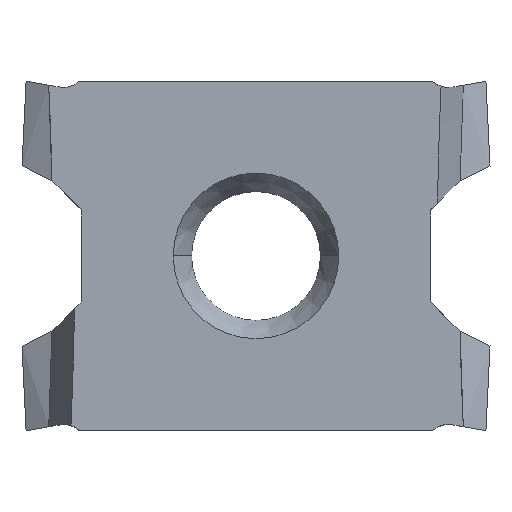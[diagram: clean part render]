
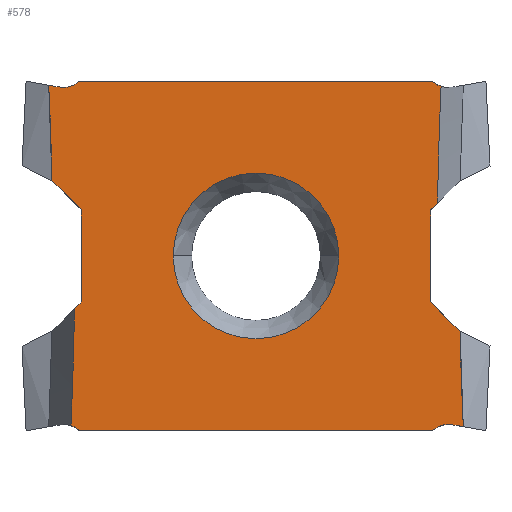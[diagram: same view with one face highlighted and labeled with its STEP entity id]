
A CAD part, top view. The second image highlights one B-rep face of the part: STEP entity #578.
In plain terms, the highlighted planar face has unit normal (0, 0, 1).
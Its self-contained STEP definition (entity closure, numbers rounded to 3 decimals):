
#108=CARTESIAN_POINT('',(-4.75,1.25,1.2));
#109=VERTEX_POINT('',#108);
#110=CARTESIAN_POINT('',(-4.75,-1.25,1.2));
#111=VERTEX_POINT('',#110);
#112=CARTESIAN_POINT('',(-4.75,0.0,1.2));
#113=DIRECTION('',(0.0,-1.0,0.0));
#114=VECTOR('',#113,1.0);
#115=LINE('',#112,#114);
#116=EDGE_CURVE('n� 2339',#109,#111,#115,.T.);
#162=CARTESIAN_POINT('',(-4.935,-1.435,1.2));
#163=VERTEX_POINT('',#162);
#171=CARTESIAN_POINT('',(-6.347,-2.847,1.2));
#172=DIRECTION('',(0.707,0.707,0.0));
#173=VECTOR('',#172,1.0);
#174=LINE('',#171,#173);
#175=EDGE_CURVE('n� 2380',#163,#111,#174,.T.);
#225=CARTESIAN_POINT('',(-4.8,-4.75,1.2));
#226=VERTEX_POINT('',#225);
#227=CARTESIAN_POINT('',(-5.031,-4.609,1.2));
#228=VERTEX_POINT('',#227);
#229=CARTESIAN_POINT('',(-5.221,-5.178,1.2));
#230=DIRECTION('',(0.0,0.0,1.0));
#231=DIRECTION('',(1.0,0.0,0.0));
#232=AXIS2_PLACEMENT_3D('',#229,#230,#231);
#233=CIRCLE('',#232,0.6);
#234=EDGE_CURVE('n� 2421',#226,#228,#233,.T.);
#267=CARTESIAN_POINT('',(4.8,-4.75,1.2));
#268=VERTEX_POINT('',#267);
#269=CARTESIAN_POINT('',(-4.8,-4.75,1.2));
#270=DIRECTION('',(1.0,0.0,0.0));
#271=VECTOR('',#270,1.0);
#272=LINE('',#269,#271);
#273=EDGE_CURVE('n� 2446',#226,#268,#272,.T.);
#432=CARTESIAN_POINT('',(-5.547,2.047,1.2));
#433=VERTEX_POINT('',#432);
#434=CARTESIAN_POINT('',(-6.347,2.847,1.2));
#435=DIRECTION('',(0.707,-0.707,0.0));
#436=VECTOR('',#435,1.0);
#437=LINE('',#434,#436);
#438=EDGE_CURVE('n� 2565',#433,#109,#437,.T.);
#439=ORIENTED_EDGE('',*,*,#438,.T.);
#440=ORIENTED_EDGE('',*,*,#116,.T.);
#441=ORIENTED_EDGE('',*,*,#175,.F.);
#442=CARTESIAN_POINT('',(-104.95,0.0,1.2));
#443=DIRECTION('',(0.0,0.0,1.0));
#444=DIRECTION('',(-1.0,0.0,0.0));
#445=AXIS2_PLACEMENT_3D('',#442,#443,#444);
#446=CIRCLE('',#445,100.025);
#447=EDGE_CURVE('n� 2573',#228,#163,#446,.T.);
#448=ORIENTED_EDGE('',*,*,#447,.F.);
#449=ORIENTED_EDGE('',*,*,#234,.F.);
#450=ORIENTED_EDGE('',*,*,#273,.T.);
#451=CARTESIAN_POINT('',(5.325,-4.587,1.2));
#452=VERTEX_POINT('',#451);
#453=CARTESIAN_POINT('',(5.221,-5.178,1.2));
#454=DIRECTION('',(0.0,0.0,-1.0));
#455=DIRECTION('',(1.0,0.0,0.0));
#456=AXIS2_PLACEMENT_3D('',#453,#454,#455);
#457=CIRCLE('',#456,0.6);
#458=EDGE_CURVE('n� 2583',#268,#452,#457,.T.);
#459=ORIENTED_EDGE('',*,*,#458,.T.);
#460=CARTESIAN_POINT('',(5.634,-4.641,1.2));
#461=VERTEX_POINT('',#460);
#462=CARTESIAN_POINT('',(5.325,-4.587,1.2));
#463=DIRECTION('',(0.985,-0.174,0.0));
#464=VECTOR('',#463,1.0);
#465=LINE('',#462,#464);
#466=EDGE_CURVE('n� 2589',#452,#461,#465,.T.);
#467=ORIENTED_EDGE('',*,*,#466,.T.);
#468=CARTESIAN_POINT('',(5.547,-2.047,1.2));
#469=VERTEX_POINT('',#468);
#470=CARTESIAN_POINT('',(104.95,0.0,1.2));
#471=DIRECTION('',(0.0,0.0,-1.0));
#472=DIRECTION('',(-1.0,0.0,0.0));
#473=AXIS2_PLACEMENT_3D('',#470,#471,#472);
#474=CIRCLE('',#473,99.424);
#475=EDGE_CURVE('n� 2595',#461,#469,#474,.T.);
#476=ORIENTED_EDGE('',*,*,#475,.T.);
#477=CARTESIAN_POINT('',(4.75,-1.25,1.2));
#478=VERTEX_POINT('',#477);
#479=CARTESIAN_POINT('',(6.347,-2.847,1.2));
#480=DIRECTION('',(-0.707,0.707,0.0));
#481=VECTOR('',#480,1.0);
#482=LINE('',#479,#481);
#483=EDGE_CURVE('n� 2601',#469,#478,#482,.T.);
#484=ORIENTED_EDGE('',*,*,#483,.T.);
#485=CARTESIAN_POINT('',(4.75,1.25,1.2));
#486=VERTEX_POINT('',#485);
#487=CARTESIAN_POINT('',(4.75,-0.0,1.2));
#488=DIRECTION('',(0.0,1.0,0.0));
#489=VECTOR('',#488,1.0);
#490=LINE('',#487,#489);
#491=EDGE_CURVE('n� 2607',#478,#486,#490,.T.);
#492=ORIENTED_EDGE('',*,*,#491,.T.);
#493=CARTESIAN_POINT('',(4.935,1.435,1.2));
#494=VERTEX_POINT('',#493);
#495=CARTESIAN_POINT('',(6.347,2.847,1.2));
#496=DIRECTION('',(-0.707,-0.707,-0.0));
#497=VECTOR('',#496,1.0);
#498=LINE('',#495,#497);
#499=EDGE_CURVE('n� 2613',#494,#486,#498,.T.);
#500=ORIENTED_EDGE('',*,*,#499,.F.);
#501=CARTESIAN_POINT('',(5.031,4.609,1.2));
#502=VERTEX_POINT('',#501);
#503=CARTESIAN_POINT('',(104.95,-0.0,1.2));
#504=DIRECTION('',(0.0,-0.0,1.0));
#505=DIRECTION('',(0.0,1.0,0.0));
#506=AXIS2_PLACEMENT_3D('',#503,#504,#505);
#507=CIRCLE('',#506,100.025);
#508=EDGE_CURVE('n� 2619',#502,#494,#507,.T.);
#509=ORIENTED_EDGE('',*,*,#508,.F.);
#510=CARTESIAN_POINT('',(4.8,4.75,1.2));
#511=VERTEX_POINT('',#510);
#512=CARTESIAN_POINT('',(5.221,5.178,1.2));
#513=DIRECTION('',(0.0,0.0,1.0));
#514=DIRECTION('',(1.0,0.0,0.0));
#515=AXIS2_PLACEMENT_3D('',#512,#513,#514);
#516=CIRCLE('',#515,0.6);
#517=EDGE_CURVE('n� 2625',#511,#502,#516,.T.);
#518=ORIENTED_EDGE('',*,*,#517,.F.);
#519=CARTESIAN_POINT('',(-4.8,4.75,1.2));
#520=VERTEX_POINT('',#519);
#521=CARTESIAN_POINT('',(-4.8,4.75,1.2));
#522=DIRECTION('',(1.0,0.0,0.0));
#523=VECTOR('',#522,1.0);
#524=LINE('',#521,#523);
#525=EDGE_CURVE('n� 2631',#520,#511,#524,.T.);
#526=ORIENTED_EDGE('',*,*,#525,.F.);
#527=CARTESIAN_POINT('',(-5.325,4.587,1.2));
#528=VERTEX_POINT('',#527);
#529=CARTESIAN_POINT('',(-5.221,5.178,1.2));
#530=DIRECTION('',(0.0,0.0,-1.0));
#531=DIRECTION('',(1.0,0.0,0.0));
#532=AXIS2_PLACEMENT_3D('',#529,#530,#531);
#533=CIRCLE('',#532,0.6);
#534=EDGE_CURVE('n� 2637',#520,#528,#533,.T.);
#535=ORIENTED_EDGE('',*,*,#534,.T.);
#536=CARTESIAN_POINT('',(-5.634,4.641,1.2));
#537=VERTEX_POINT('',#536);
#538=CARTESIAN_POINT('',(-5.325,4.587,1.2));
#539=DIRECTION('',(-0.985,0.174,0.0));
#540=VECTOR('',#539,1.0);
#541=LINE('',#538,#540);
#542=EDGE_CURVE('n� 2643',#528,#537,#541,.T.);
#543=ORIENTED_EDGE('',*,*,#542,.T.);
#544=CARTESIAN_POINT('',(-104.95,0.0,1.2));
#545=DIRECTION('',(0.0,0.0,-1.0));
#546=DIRECTION('',(-1.0,0.0,0.0));
#547=AXIS2_PLACEMENT_3D('',#544,#545,#546);
#548=CIRCLE('',#547,99.424);
#549=EDGE_CURVE('n� 2647',#537,#433,#548,.T.);
#550=ORIENTED_EDGE('',*,*,#549,.T.);
#551=EDGE_LOOP('',(
    #439,#440,#441,#448,#449,#450,#459,#467,#476,#484,
    #492,#500,#509,#518,#526,#535,#543,#550));
#552=FACE_OUTER_BOUND('',#551,.T.);
#553=CARTESIAN_POINT('',(-2.25,0.0,1.2));
#554=VERTEX_POINT('',#553);
#555=CARTESIAN_POINT('',(2.25,0.0,1.2));
#556=VERTEX_POINT('',#555);
#557=CARTESIAN_POINT('',(0.0,0.0,1.2));
#558=DIRECTION('',(0.0,0.0,-1.0));
#559=DIRECTION('',(-1.0,0.0,0.0));
#560=AXIS2_PLACEMENT_3D('',#557,#558,#559);
#561=CIRCLE('',#560,2.25);
#562=EDGE_CURVE('n� 2656',#554,#556,#561,.T.);
#563=ORIENTED_EDGE('',*,*,#562,.T.);
#564=CARTESIAN_POINT('',(0.0,0.0,1.2));
#565=DIRECTION('',(0.0,0.0,-1.0));
#566=DIRECTION('',(-1.0,0.0,0.0));
#567=AXIS2_PLACEMENT_3D('',#564,#565,#566);
#568=CIRCLE('',#567,2.25);
#569=EDGE_CURVE('n� 2660',#556,#554,#568,.T.);
#570=ORIENTED_EDGE('',*,*,#569,.T.);
#571=EDGE_LOOP('',(#563,#570));
#572=FACE_BOUND('',#571,.T.);
#573=CARTESIAN_POINT('',(68.6,0.0,1.2));
#574=DIRECTION('',(0.0,0.0,1.0));
#575=DIRECTION('',(1.0,0.0,0.0));
#576=AXIS2_PLACEMENT_3D('',#573,#574,#575);
#577=PLANE('',#576);
#578=ADVANCED_FACE('n� 2558',(#552,#572),#577,.T.);
